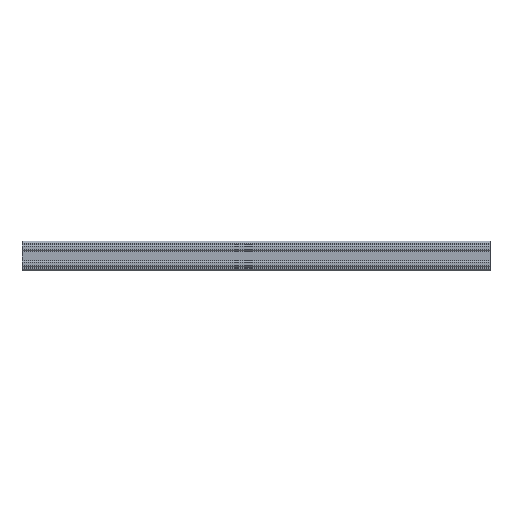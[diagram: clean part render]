
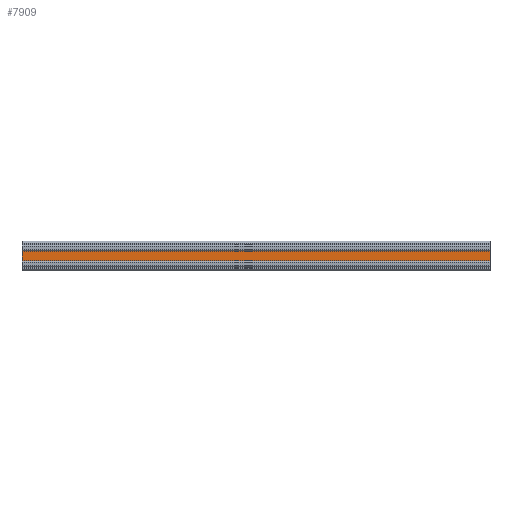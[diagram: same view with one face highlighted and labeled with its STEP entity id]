
A CAD part, left-side view. The second image highlights one B-rep face of the part: STEP entity #7909.
In plain terms, the highlighted planar face has unit normal (-1, 0, 0).
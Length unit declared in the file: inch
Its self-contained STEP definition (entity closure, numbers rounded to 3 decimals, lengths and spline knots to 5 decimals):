
#514 = LINE ( 'NONE', #21867, #10016 ) ;
#1022 = DIRECTION ( 'NONE',  ( 1., 0., 0. ) ) ;
#1263 = DIRECTION ( 'NONE',  ( 0., 0., -1. ) ) ;
#3309 = DIRECTION ( 'NONE',  ( 0., 0., 1. ) ) ;
#3964 = CARTESIAN_POINT ( 'NONE',  ( -0.2145, 12., 0.18217 ) ) ;
#4511 = FACE_OUTER_BOUND ( 'NONE', #30977, .T. ) ;
#4658 = CARTESIAN_POINT ( 'NONE',  ( -0.2145, 0., 0. ) ) ;
#4992 = ORIENTED_EDGE ( 'NONE', *, *, #25105, .T. ) ;
#6578 = LINE ( 'NONE', #13602, #9050 ) ;
#7909 = ADVANCED_FACE ( 'NONE', ( #4511 ), #32520, .F. ) ;
#8604 = CARTESIAN_POINT ( 'NONE',  ( -0.2145, 0., -0.18217 ) ) ;
#8793 = VERTEX_POINT ( 'NONE', #25275 ) ;
#9050 = VECTOR ( 'NONE', #3309, 39.37008 ) ;
#9228 = EDGE_CURVE ( 'NONE', #22640, #32711, #514, .T. ) ;
#9455 = DIRECTION ( 'NONE',  ( 0., -1., 0. ) ) ;
#10016 = VECTOR ( 'NONE', #16362, 39.37008 ) ;
#11219 = EDGE_CURVE ( 'NONE', #22640, #8793, #6578, .T. ) ;
#11418 = ORIENTED_EDGE ( 'NONE', *, *, #9228, .T. ) ;
#13602 = CARTESIAN_POINT ( 'NONE',  ( -0.2145, 12., 0. ) ) ;
#16362 = DIRECTION ( 'NONE',  ( 0., -1., 0. ) ) ;
#18394 = ORIENTED_EDGE ( 'NONE', *, *, #11219, .F. ) ;
#20387 = DIRECTION ( 'NONE',  ( 0., 0., 1. ) ) ;
#21684 = LINE ( 'NONE', #3964, #33257 ) ;
#21867 = CARTESIAN_POINT ( 'NONE',  ( -0.2145, 12., -0.18217 ) ) ;
#21869 = EDGE_CURVE ( 'NONE', #8793, #33274, #21684, .T. ) ;
#22640 = VERTEX_POINT ( 'NONE', #26184 ) ;
#24715 = CARTESIAN_POINT ( 'NONE',  ( -0.2145, 12.16603, 0. ) ) ;
#25105 = EDGE_CURVE ( 'NONE', #32711, #33274, #26513, .T. ) ;
#25275 = CARTESIAN_POINT ( 'NONE',  ( -0.2145, 12., 0.18217 ) ) ;
#26184 = CARTESIAN_POINT ( 'NONE',  ( -0.2145, 12., -0.18217 ) ) ;
#26513 = LINE ( 'NONE', #4658, #29828 ) ;
#29828 = VECTOR ( 'NONE', #20387, 39.37008 ) ;
#30977 = EDGE_LOOP ( 'NONE', ( #18394, #11418, #4992, #34125 ) ) ;
#31935 = AXIS2_PLACEMENT_3D ( 'NONE', #24715, #1022, #1263 ) ;
#32520 = PLANE ( 'NONE',  #31935 ) ;
#32642 = CARTESIAN_POINT ( 'NONE',  ( -0.2145, 0., 0.18217 ) ) ;
#32711 = VERTEX_POINT ( 'NONE', #8604 ) ;
#33257 = VECTOR ( 'NONE', #9455, 39.37008 ) ;
#33274 = VERTEX_POINT ( 'NONE', #32642 ) ;
#34125 = ORIENTED_EDGE ( 'NONE', *, *, #21869, .F. ) ;
